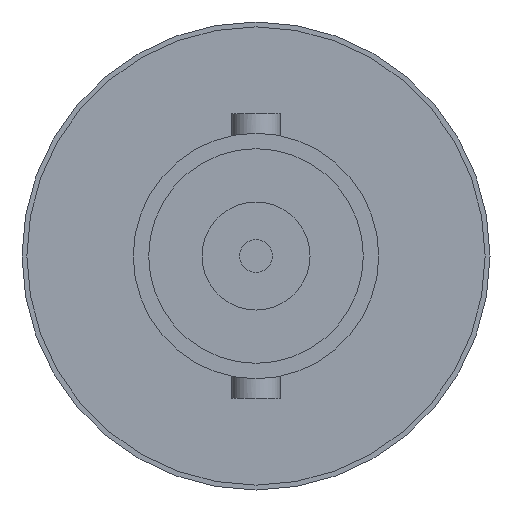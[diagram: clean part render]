
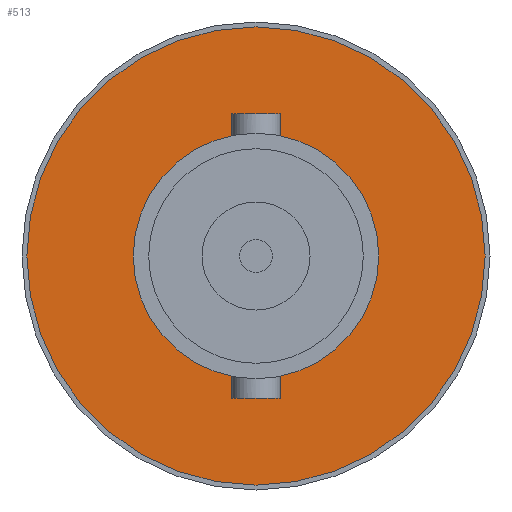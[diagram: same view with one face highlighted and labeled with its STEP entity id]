
A CAD part, front view. The second image highlights one B-rep face of the part: STEP entity #513.
In plain terms, the highlighted planar face has unit normal (0, -1, 0).
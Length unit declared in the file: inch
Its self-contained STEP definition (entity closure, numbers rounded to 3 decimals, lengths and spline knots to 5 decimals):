
#176 = EDGE_CURVE ( 'NONE', #177, #178, #1180, .T. ) ;
#177 = VERTEX_POINT ( 'NONE', #1213 ) ;
#178 = VERTEX_POINT ( 'NONE', #1212 ) ;
#492 = ORIENTED_EDGE ( 'NONE', *, *, #176, .T. ) ;
#493 = EDGE_LOOP ( 'NONE', ( #494, #495 ) ) ;
#494 = ORIENTED_EDGE ( 'NONE', *, *, #512, .F. ) ;
#495 = ORIENTED_EDGE ( 'NONE', *, *, #551, .F. ) ;
#512 = EDGE_CURVE ( 'NONE', #552, #549, #1543, .T. ) ;
#513 = ADVANCED_FACE ( 'NONE', ( #1538, #1520 ), #1519, .T. ) ;
#514 = EDGE_LOOP ( 'NONE', ( #515, #492 ) ) ;
#515 = ORIENTED_EDGE ( 'NONE', *, *, #516, .T. ) ;
#516 = EDGE_CURVE ( 'NONE', #178, #177, #1514, .T. ) ;
#549 = VERTEX_POINT ( 'NONE', #1744 ) ;
#551 = EDGE_CURVE ( 'NONE', #549, #552, #1743, .T. ) ;
#552 = VERTEX_POINT ( 'NONE', #1738 ) ;
#1178 = CARTESIAN_POINT ( 'NONE',  ( 0., -0.67402, 0. ) ) ;
#1179 = AXIS2_PLACEMENT_3D ( 'NONE', #1178, #1215, #1214 ) ;
#1180 = CIRCLE ( 'NONE', #1179, 0.35 ) ;
#1212 = CARTESIAN_POINT ( 'NONE',  ( 0., -0.67402, 0.35 ) ) ;
#1213 = CARTESIAN_POINT ( 'NONE',  ( 0., -0.67402, -0.35 ) ) ;
#1214 = DIRECTION ( 'NONE',  ( 0., 0., -1. ) ) ;
#1215 = DIRECTION ( 'NONE',  ( 0., -1., 0. ) ) ;
#1510 = DIRECTION ( 'NONE',  ( 0., 0., -1. ) ) ;
#1511 = DIRECTION ( 'NONE',  ( 0., -1., 0. ) ) ;
#1512 = CARTESIAN_POINT ( 'NONE',  ( 0., -0.67402, 0. ) ) ;
#1513 = AXIS2_PLACEMENT_3D ( 'NONE', #1512, #1511, #1510 ) ;
#1514 = CIRCLE ( 'NONE', #1513, 0.35 ) ;
#1515 = DIRECTION ( 'NONE',  ( 0., 0., -1. ) ) ;
#1516 = DIRECTION ( 'NONE',  ( 0., -1., 0. ) ) ;
#1517 = CARTESIAN_POINT ( 'NONE',  ( 0., -0.67402, 0. ) ) ;
#1518 = AXIS2_PLACEMENT_3D ( 'NONE', #1517, #1516, #1515 ) ;
#1519 = PLANE ( 'NONE',  #1518 ) ;
#1520 = FACE_BOUND ( 'NONE', #493, .T. ) ;
#1534 = DIRECTION ( 'NONE',  ( 0., 0., -1. ) ) ;
#1535 = DIRECTION ( 'NONE',  ( 0., -1., 0. ) ) ;
#1536 = CARTESIAN_POINT ( 'NONE',  ( 0., -0.67402, 0. ) ) ;
#1537 = AXIS2_PLACEMENT_3D ( 'NONE', #1536, #1535, #1534 ) ;
#1538 = FACE_OUTER_BOUND ( 'NONE', #514, .T. ) ;
#1543 = CIRCLE ( 'NONE', #1537, 0.1875 ) ;
#1738 = CARTESIAN_POINT ( 'NONE',  ( 0., -0.67402, 0.1875 ) ) ;
#1739 = DIRECTION ( 'NONE',  ( 0., 0., -1. ) ) ;
#1740 = DIRECTION ( 'NONE',  ( 0., -1., 0. ) ) ;
#1741 = CARTESIAN_POINT ( 'NONE',  ( 0., -0.67402, 0. ) ) ;
#1742 = AXIS2_PLACEMENT_3D ( 'NONE', #1741, #1740, #1739 ) ;
#1743 = CIRCLE ( 'NONE', #1742, 0.1875 ) ;
#1744 = CARTESIAN_POINT ( 'NONE',  ( 0., -0.67402, -0.1875 ) ) ;
